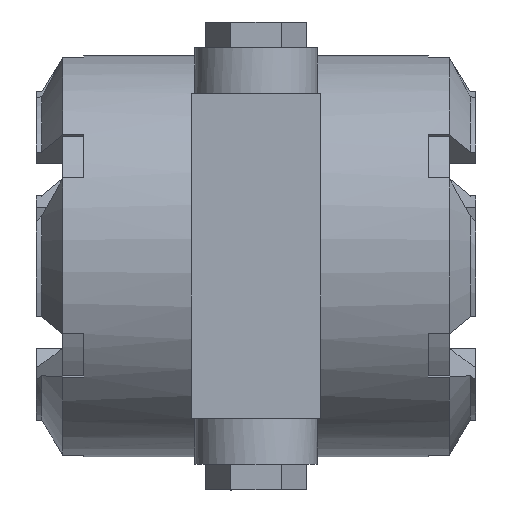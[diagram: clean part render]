
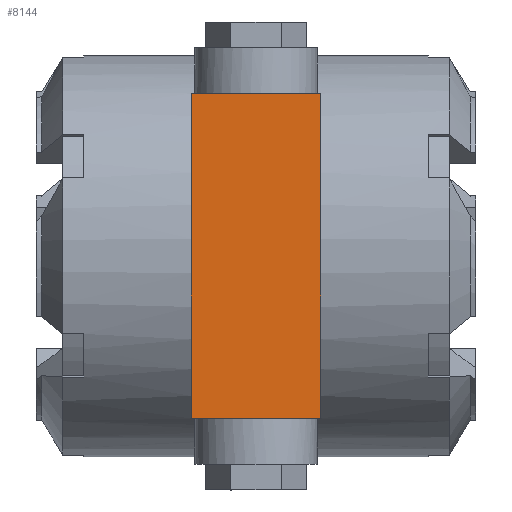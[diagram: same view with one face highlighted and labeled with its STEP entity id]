
A CAD part, top view. The second image highlights one B-rep face of the part: STEP entity #8144.
In plain terms, the highlighted planar face has unit normal (0, 0, 1).
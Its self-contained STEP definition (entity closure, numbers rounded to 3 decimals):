
#1291=LINE('',#37598,#3888);
#1295=LINE('',#37647,#3892);
#1298=LINE('',#37653,#3895);
#1299=LINE('',#37656,#3896);
#3888=VECTOR('',#30509,1.);
#3892=VECTOR('',#30539,1.);
#3895=VECTOR('',#30544,1.);
#3896=VECTOR('',#30549,1.);
#6639=FACE_OUTER_BOUND('',#10738,.T.);
#8144=ADVANCED_FACE('',(#6639),#9586,.T.);
#9586=PLANE('',#28673);
#10738=EDGE_LOOP('',(#13265,#13266,#13267,#13268));
#13265=ORIENTED_EDGE('',*,*,#23657,.T.);
#13266=ORIENTED_EDGE('',*,*,#23639,.T.);
#13267=ORIENTED_EDGE('',*,*,#23652,.F.);
#13268=ORIENTED_EDGE('',*,*,#23655,.F.);
#20894=VERTEX_POINT('',#37596);
#20896=VERTEX_POINT('',#37599);
#20907=VERTEX_POINT('',#37646);
#20909=VERTEX_POINT('',#37652);
#23639=EDGE_CURVE('',#20896,#20894,#1291,.T.);
#23652=EDGE_CURVE('',#20907,#20894,#1295,.T.);
#23655=EDGE_CURVE('',#20909,#20907,#1298,.T.);
#23657=EDGE_CURVE('',#20909,#20896,#1299,.T.);
#28673=AXIS2_PLACEMENT_3D('',#37657,#30550,#30551);
#30509=DIRECTION('',(0.,-1.,0.));
#30539=DIRECTION('',(-1.,0.,0.));
#30544=DIRECTION('',(0.,-1.,0.));
#30549=DIRECTION('',(-1.,0.,0.));
#30550=DIRECTION('',(0.,0.,1.));
#30551=DIRECTION('',(0.707,0.707,0.));
#37596=CARTESIAN_POINT('',(8.5,-6.1,77.5));
#37598=CARTESIAN_POINT('',(8.5,78.9,77.5));
#37599=CARTESIAN_POINT('',(8.5,78.9,77.5));
#37646=CARTESIAN_POINT('',(42.5,-6.1,77.5));
#37647=CARTESIAN_POINT('',(42.5,-6.1,77.5));
#37652=CARTESIAN_POINT('',(42.5,78.9,77.5));
#37653=CARTESIAN_POINT('',(42.5,78.9,77.5));
#37656=CARTESIAN_POINT('',(42.5,78.9,77.5));
#37657=CARTESIAN_POINT('',(25.5,36.4,77.5));
